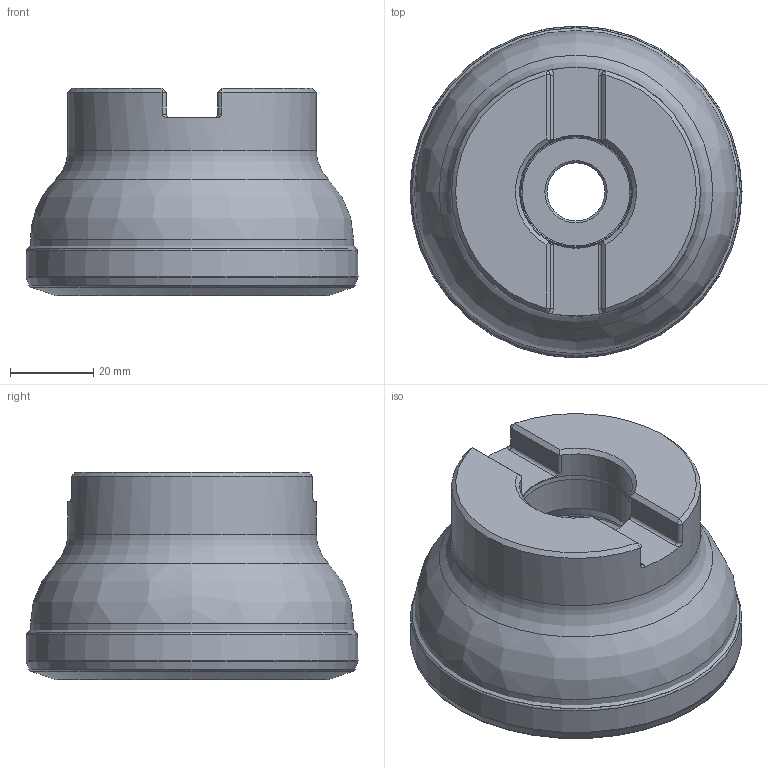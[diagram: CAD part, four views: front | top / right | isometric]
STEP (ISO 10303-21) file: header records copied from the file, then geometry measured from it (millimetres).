
FILE_DESCRIPTION(/* description */ (''),/* implementation_level */ '2;1');
FILE_NAME(/* name */ 'sd.stp',/* time_stamp */ '2019-12-05T14:13:45+01:00',/* author */ (''),/* organization */ (''),/* preprocessor_version */ 'ST-DEVELOPER v16.7',/* originating_system */ 'SIEMENS PLM Software NX 12.0',/* authorisation */ '');
FILE_SCHEMA (('AUTOMOTIVE_DESIGN { 1 0 10303 214 3 1 1 1 }'));
Length unit declared in the file: millimetre
Products named in the file (1): wq7027E8B92E0x5t
Bounding box: 80 x 80 x 50 mm (x, y, z)
Volume: 169041.4 mm3; surface area: 31434.2 mm2
Topology: 2 solids, 2 shells, 110 faces, 247 edges, 136 vertices
Faces by surface type: revolution 34, cylinder 24, cone 18, torus 18, plane 15, bspline 1
Full cylindrical faces by diameter (mm): 14 x1, 27.006 x1, 27.2 x1, 38.1 x1, 60 x1, 77.8 x1
Entity records: 3138 total; most frequent: CARTESIAN_POINT 928, DIRECTION 444, ORIENTED_EDGE 362, AXIS2_PLACEMENT_3D 185, EDGE_CURVE 181, EDGE_LOOP 174, VERTEX_POINT 135, FACE_BOUND 128
